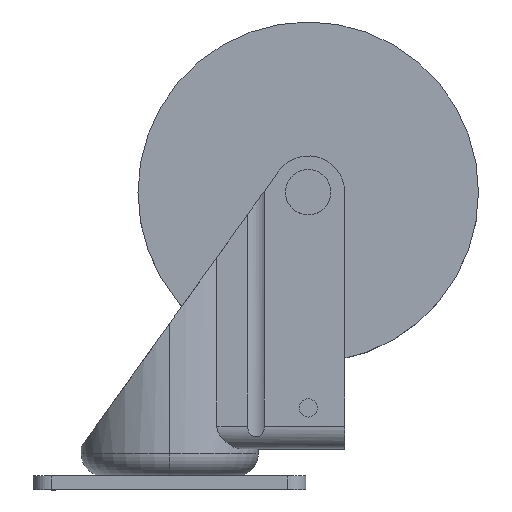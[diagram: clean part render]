
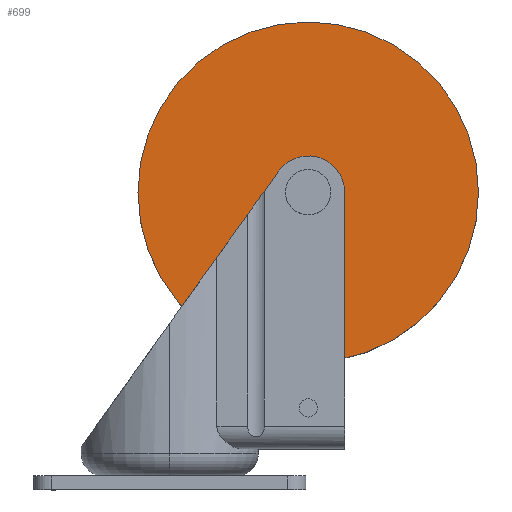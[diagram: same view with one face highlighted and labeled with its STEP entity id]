
A CAD part, top view. The second image highlights one B-rep face of the part: STEP entity #699.
In plain terms, the highlighted planar face has unit normal (0, 0, 1).
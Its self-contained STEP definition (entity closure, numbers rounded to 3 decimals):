
#1 = EDGE_CURVE ( 'NONE', #380, #2714, #1557, .T. ) ;
#42 = CARTESIAN_POINT ( 'NONE',  ( 49.5, 65.49, -11.5 ) ) ;
#59 = CIRCLE ( 'NONE', #962, 5. ) ;
#77 = DIRECTION ( 'NONE',  ( 0., 0., 1. ) ) ;
#120 = AXIS2_PLACEMENT_3D ( 'NONE', #2794, #77, #2825 ) ;
#246 = PLANE ( 'NONE',  #1360 ) ;
#371 = CARTESIAN_POINT ( 'NONE',  ( 54.5, 65.49, -11.5 ) ) ;
#380 = VERTEX_POINT ( 'NONE', #1079 ) ;
#525 = EDGE_CURVE ( 'NONE', #2714, #380, #1409, .T. ) ;
#549 = ORIENTED_EDGE ( 'NONE', *, *, #2918, .F. ) ;
#699 = ADVANCED_FACE ( 'NONE', ( #2101, #756 ), #246, .T. ) ;
#756 = FACE_BOUND ( 'NONE', #2236, .T. ) ;
#888 = DIRECTION ( 'NONE',  ( 0., 0., 1. ) ) ;
#946 = CARTESIAN_POINT ( 'NONE',  ( 54.5, 65.49, -11.5 ) ) ;
#948 = EDGE_LOOP ( 'NONE', ( #1013, #1345 ) ) ;
#962 = AXIS2_PLACEMENT_3D ( 'NONE', #2972, #1619, #2508 ) ;
#1013 = ORIENTED_EDGE ( 'NONE', *, *, #1, .T. ) ;
#1019 = CARTESIAN_POINT ( 'NONE',  ( 59.5, 65.49, -11.5 ) ) ;
#1057 = DIRECTION ( 'NONE',  ( -1., 0., 0. ) ) ;
#1079 = CARTESIAN_POINT ( 'NONE',  ( 92., 65.49, -11.5 ) ) ;
#1313 = DIRECTION ( 'NONE',  ( 0., 0., 1. ) ) ;
#1345 = ORIENTED_EDGE ( 'NONE', *, *, #525, .T. ) ;
#1360 = AXIS2_PLACEMENT_3D ( 'NONE', #946, #1893, #1671 ) ;
#1409 = CIRCLE ( 'NONE', #120, 37.5 ) ;
#1557 = CIRCLE ( 'NONE', #1603, 37.5 ) ;
#1603 = AXIS2_PLACEMENT_3D ( 'NONE', #371, #1313, #1057 ) ;
#1619 = DIRECTION ( 'NONE',  ( 0., 0., 1. ) ) ;
#1671 = DIRECTION ( 'NONE',  ( -1., 0., 0. ) ) ;
#1810 = DIRECTION ( 'NONE',  ( -1., 0., 0. ) ) ;
#1893 = DIRECTION ( 'NONE',  ( 0., 0., 1. ) ) ;
#1926 = VERTEX_POINT ( 'NONE', #1019 ) ;
#2101 = FACE_OUTER_BOUND ( 'NONE', #948, .T. ) ;
#2107 = EDGE_CURVE ( 'NONE', #2270, #1926, #2890, .T. ) ;
#2148 = CARTESIAN_POINT ( 'NONE',  ( 17., 65.49, -11.5 ) ) ;
#2236 = EDGE_LOOP ( 'NONE', ( #549, #2245 ) ) ;
#2245 = ORIENTED_EDGE ( 'NONE', *, *, #2107, .F. ) ;
#2270 = VERTEX_POINT ( 'NONE', #42 ) ;
#2322 = AXIS2_PLACEMENT_3D ( 'NONE', #2951, #888, #1810 ) ;
#2508 = DIRECTION ( 'NONE',  ( -1., 0., 0. ) ) ;
#2714 = VERTEX_POINT ( 'NONE', #2148 ) ;
#2794 = CARTESIAN_POINT ( 'NONE',  ( 54.5, 65.49, -11.5 ) ) ;
#2825 = DIRECTION ( 'NONE',  ( -1., 0., 0. ) ) ;
#2890 = CIRCLE ( 'NONE', #2322, 5. ) ;
#2918 = EDGE_CURVE ( 'NONE', #1926, #2270, #59, .T. ) ;
#2951 = CARTESIAN_POINT ( 'NONE',  ( 54.5, 65.49, -11.5 ) ) ;
#2972 = CARTESIAN_POINT ( 'NONE',  ( 54.5, 65.49, -11.5 ) ) ;
